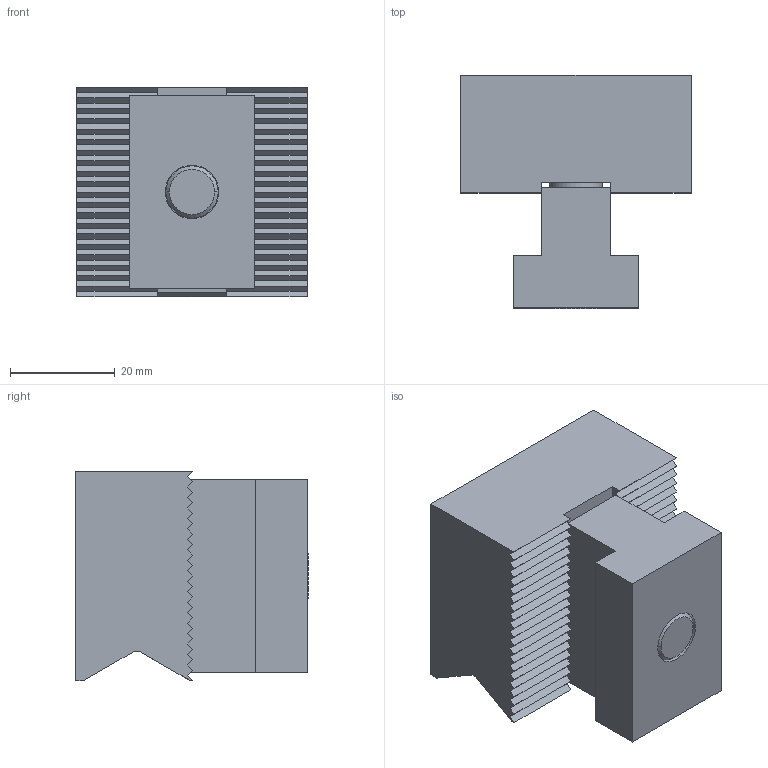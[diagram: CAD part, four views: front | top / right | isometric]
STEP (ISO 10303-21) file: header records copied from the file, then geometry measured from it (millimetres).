
FILE_DESCRIPTION(('STEP AP214'),'1');
FILE_NAME('HALDERV_EH_1586_031.stp','2017-08-30T11:18:20',('TraceParts'),('TraceParts S.A.'),'Spatial InterOp 3D',' ',' ');
FILE_SCHEMA(('automotive_design'));
Length unit declared in the file: millimetre
Products named in the file (3): HALDERV_EH_1586_031_1; HALDERV_EH_1586_031_2; HALDERV_EH_1586_031_3
Bounding box: 44 x 44.5 x 40 mm (x, y, z)
Volume: 49846.8 mm3; surface area: 15459.1 mm2
Topology: 3 solids, 3 shells, 128 faces, 356 edges, 237 vertices
Faces by surface type: plane 114, cylinder 10, torus 2, cone 2
Entity records: 5119 total; most frequent: CARTESIAN_POINT 724, ORIENTED_EDGE 712, DIRECTION 647, EDGE_CURVE 356, LINE 327, VECTOR 327, VERTEX_POINT 237, AXIS2_PLACEMENT_3D 160
